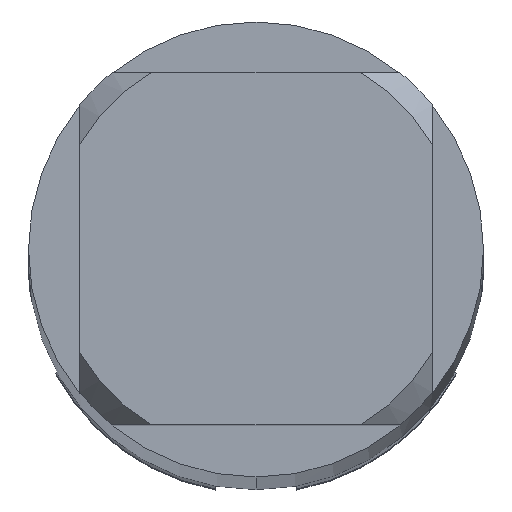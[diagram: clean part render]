
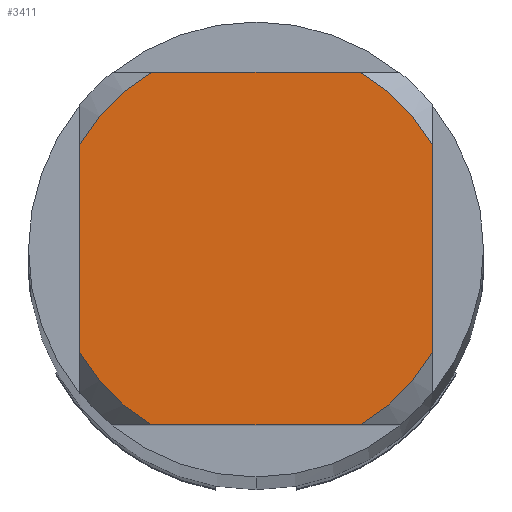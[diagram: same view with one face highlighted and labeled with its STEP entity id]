
A CAD part, top view. The second image highlights one B-rep face of the part: STEP entity #3411.
In plain terms, the highlighted planar face has unit normal (0, 0, 1).
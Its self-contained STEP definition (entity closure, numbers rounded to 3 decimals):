
#3411=ADVANCED_FACE('',(#8571),#8572,.T.);
#3499=EDGE_CURVE('',#4067,#5149,#8666,.T.);
#3507=EDGE_CURVE('',#5485,#6269,#8675,.T.);
#4067=VERTEX_POINT('',#9298);
#4783=EDGE_CURVE('',#5457,#6881,#10080,.T.);
#5149=VERTEX_POINT('',#10477);
#5457=VERTEX_POINT('',#10812);
#5485=VERTEX_POINT('',#10840);
#5487=VERTEX_POINT('',#10842);
#5553=EDGE_CURVE('',#5487,#6879,#10915,.T.);
#5981=EDGE_CURVE('',#5457,#5149,#11374,.T.);
#6269=VERTEX_POINT('',#11686);
#6879=VERTEX_POINT('',#12355);
#6881=VERTEX_POINT('',#12357);
#6919=EDGE_CURVE('',#5485,#6879,#12402,.T.);
#7129=EDGE_CURVE('',#4067,#6269,#12628,.T.);
#7423=EDGE_CURVE('',#5487,#6881,#12940,.T.);
#8571=FACE_OUTER_BOUND('',#14801,.T.);
#8572=PLANE('',#14802);
#8666=LINE('',#14983,#14984);
#8675=LINE('',#15004,#15005);
#9298=CARTESIAN_POINT('',(-1.83,-3.1,0.0));
#10080=LINE('',#17544,#17545);
#10477=CARTESIAN_POINT('',(1.83,-3.1,0.0));
#10812=CARTESIAN_POINT('',(3.1,-1.83,0.0));
#10840=CARTESIAN_POINT('',(-3.1,1.83,0.0));
#10842=CARTESIAN_POINT('',(1.83,3.1,0.0));
#10915=LINE('',#19043,#19044);
#11374=CIRCLE('',#19838,3.6);
#11686=CARTESIAN_POINT('',(-3.1,-1.83,0.0));
#12355=CARTESIAN_POINT('',(-1.83,3.1,0.0));
#12357=CARTESIAN_POINT('',(3.1,1.83,0.0));
#12402=CIRCLE('',#21639,3.6);
#12628=CIRCLE('',#22039,3.6);
#12940=CIRCLE('',#22646,3.6);
#14801=EDGE_LOOP('',(#24099,#24100,#24101,#24102,#24103,#24104,#24105,#24106));
#14802=AXIS2_PLACEMENT_3D('',#24107,#24108,#24109);
#14983=CARTESIAN_POINT('',(0.0,-3.1,0.0));
#14984=VECTOR('',#24201,1.0);
#15004=CARTESIAN_POINT('',(-3.1,0.9,0.0));
#15005=VECTOR('',#24211,1.0);
#17544=CARTESIAN_POINT('',(3.1,0.9,0.0));
#17545=VECTOR('',#25917,1.0);
#19043=CARTESIAN_POINT('',(0.0,3.1,0.0));
#19044=VECTOR('',#26858,1.0);
#19838=AXIS2_PLACEMENT_3D('',#27387,#27388,#27389);
#21639=AXIS2_PLACEMENT_3D('',#28484,#28485,#28486);
#22039=AXIS2_PLACEMENT_3D('',#28704,#28705,#28706);
#22646=AXIS2_PLACEMENT_3D('',#28984,#28985,#28986);
#24099=ORIENTED_EDGE('',*,*,#3507,.T.);
#24100=ORIENTED_EDGE('',*,*,#7129,.F.);
#24101=ORIENTED_EDGE('',*,*,#3499,.T.);
#24102=ORIENTED_EDGE('',*,*,#5981,.F.);
#24103=ORIENTED_EDGE('',*,*,#4783,.T.);
#24104=ORIENTED_EDGE('',*,*,#7423,.F.);
#24105=ORIENTED_EDGE('',*,*,#5553,.T.);
#24106=ORIENTED_EDGE('',*,*,#6919,.F.);
#24107=CARTESIAN_POINT('',(0.0,1.8,0.0));
#24108=DIRECTION('',(-0.0,0.0,1.0));
#24109=DIRECTION('',(0.0,-1.0,0.0));
#24201=DIRECTION('',(1.0,0.0,0.0));
#24211=DIRECTION('',(-0.0,-1.0,0.0));
#25917=DIRECTION('',(-0.0,1.0,0.0));
#26858=DIRECTION('',(-1.0,0.0,0.0));
#27387=CARTESIAN_POINT('',(0.0,0.0,0.0));
#27388=DIRECTION('',(0.0,0.0,-1.0));
#27389=DIRECTION('',(0.0,1.0,0.0));
#28484=CARTESIAN_POINT('',(0.0,0.0,0.0));
#28485=DIRECTION('',(0.0,0.0,-1.0));
#28486=DIRECTION('',(0.0,1.0,0.0));
#28704=CARTESIAN_POINT('',(0.0,0.0,0.0));
#28705=DIRECTION('',(0.0,0.0,-1.0));
#28706=DIRECTION('',(0.0,1.0,0.0));
#28984=CARTESIAN_POINT('',(0.0,0.0,0.0));
#28985=DIRECTION('',(0.0,0.0,-1.0));
#28986=DIRECTION('',(0.0,1.0,0.0));
